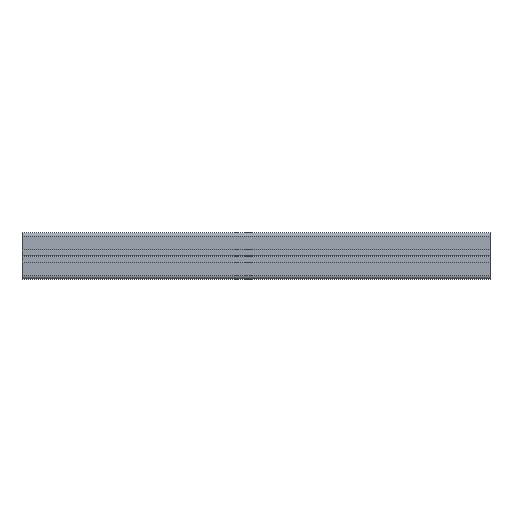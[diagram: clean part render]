
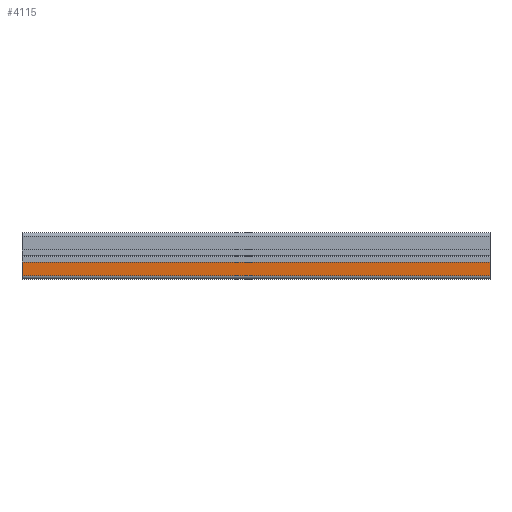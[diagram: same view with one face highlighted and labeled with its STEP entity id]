
A CAD part, left-side view. The second image highlights one B-rep face of the part: STEP entity #4115.
In plain terms, the highlighted planar face has unit normal (-1, 0, 0).
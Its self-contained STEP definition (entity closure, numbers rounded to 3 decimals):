
#279=FACE_OUTER_BOUND('',#493,.T.);
#493=EDGE_LOOP('',(#2719,#2720,#2721,#2722));
#720=LINE('',#5971,#1188);
#722=LINE('',#5975,#1190);
#723=LINE('',#5977,#1191);
#724=LINE('',#5978,#1192);
#1188=VECTOR('',#4734,1000.);
#1190=VECTOR('',#4738,1000.);
#1191=VECTOR('',#4739,1000.);
#1192=VECTOR('',#4740,1000.);
#1655=VERTEX_POINT('',#5968);
#1656=VERTEX_POINT('',#5970);
#1657=VERTEX_POINT('',#5974);
#1658=VERTEX_POINT('',#5976);
#2080=EDGE_CURVE('',#1656,#1655,#720,.T.);
#2082=EDGE_CURVE('',#1655,#1657,#722,.T.);
#2083=EDGE_CURVE('',#1658,#1657,#723,.T.);
#2084=EDGE_CURVE('',#1656,#1658,#724,.T.);
#2719=ORIENTED_EDGE('',*,*,#2082,.T.);
#2720=ORIENTED_EDGE('',*,*,#2083,.F.);
#2721=ORIENTED_EDGE('',*,*,#2084,.F.);
#2722=ORIENTED_EDGE('',*,*,#2080,.T.);
#3985=PLANE('',#4343);
#4115=ADVANCED_FACE('',(#279),#3985,.F.);
#4343=AXIS2_PLACEMENT_3D('',#5973,#4736,#4737);
#4734=DIRECTION('',(0.,1.,0.));
#4736=DIRECTION('center_axis',(1.,0.,0.));
#4737=DIRECTION('ref_axis',(0.,0.,-1.));
#4738=DIRECTION('',(0.,0.,-1.));
#4739=DIRECTION('',(0.,1.,0.));
#4740=DIRECTION('',(0.,0.,-1.));
#5968=CARTESIAN_POINT('',(-154.226,0.,-4.25));
#5970=CARTESIAN_POINT('',(-154.226,-304.8,-4.25));
#5971=CARTESIAN_POINT('',(-154.226,-304.8,-4.25));
#5973=CARTESIAN_POINT('Origin',(-154.226,-304.8,-8.75));
#5974=CARTESIAN_POINT('',(-154.226,0.,-13.25));
#5975=CARTESIAN_POINT('',(-154.226,0.,-8.75));
#5976=CARTESIAN_POINT('',(-154.226,-304.8,-13.25));
#5977=CARTESIAN_POINT('',(-154.226,-304.8,-13.25));
#5978=CARTESIAN_POINT('',(-154.226,-304.8,-8.75));
